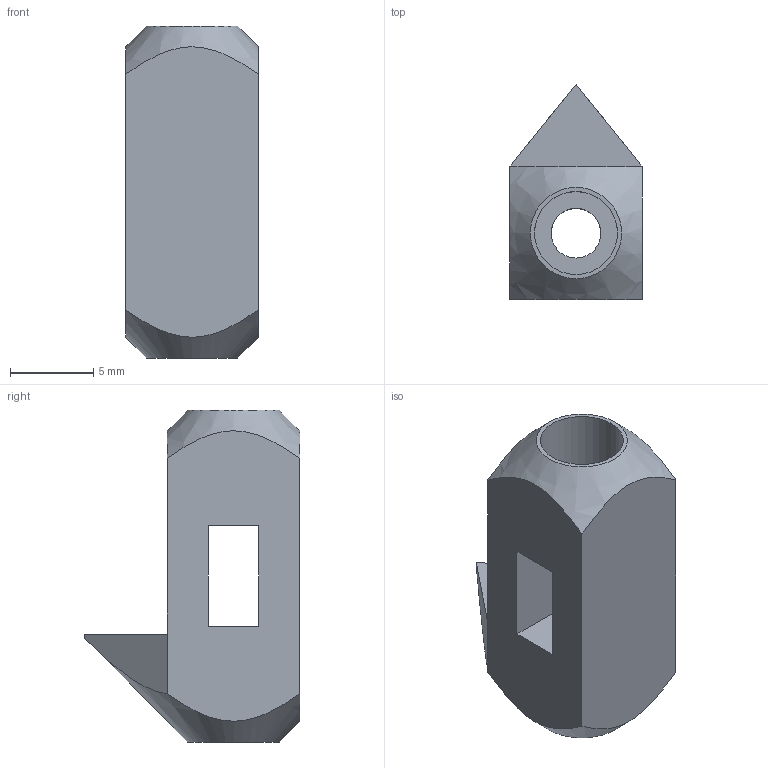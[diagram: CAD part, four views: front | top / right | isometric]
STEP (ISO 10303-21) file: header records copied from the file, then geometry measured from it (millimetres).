
FILE_DESCRIPTION(('FreeCAD Model'),'2;1');
FILE_NAME('3d_Linear_2_9.step','2017-12-15T13:31:28',( 'Author'),(''),'Open CASCADE STEP processor 6.8','FreeCAD','Unknown' );
FILE_SCHEMA(('AUTOMOTIVE_DESIGN_CC2 { 1 2 10303 214 -1 1 5 4 }'));
Length unit declared in the file: millimetre
Products named in the file (2): ASSEMBLY; Pocket005
Assembly tree (1 placements, depth 2):
  ASSEMBLY
    Pocket005
Bounding box: 8 x 13 x 20 mm (x, y, z)
Volume: 953.2 mm3; surface area: 967 mm2
Topology: 1 solids, 1 shells, 19 faces, 46 edges, 30 vertices
Faces by surface type: plane 14, cylinder 3, cone 2
Full cylindrical faces by diameter (mm): 3 x2, 5 x1
Entity records: 1319 total; most frequent: CARTESIAN_POINT 394, DIRECTION 158, ORIENTED_EDGE 92, PCURVE 92, DEFINITIONAL_REPRESENTATION 92, LINE 75, VECTOR 75, EDGE_CURVE 46
